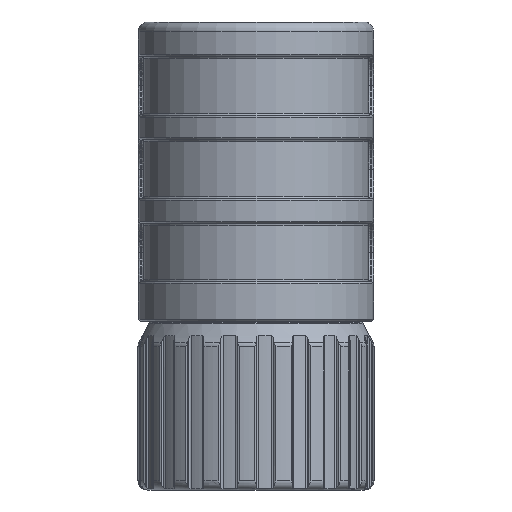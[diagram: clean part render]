
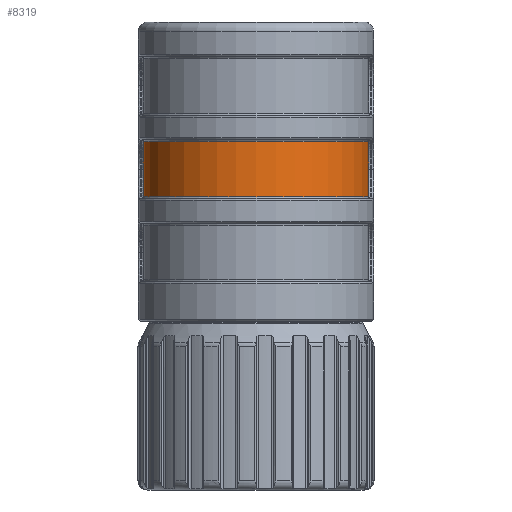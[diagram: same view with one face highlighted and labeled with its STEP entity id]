
A CAD part, front view. The second image highlights one B-rep face of the part: STEP entity #8319.
In plain terms, the highlighted cylindrical face has radius 12.42 mm (diameter 24.84 mm), a partial arc.
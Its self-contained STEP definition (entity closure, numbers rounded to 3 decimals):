
#246=CYLINDRICAL_SURFACE('',#28874,12.42);
#624=FACE_OUTER_BOUND('',#11578,.T.);
#2388=LINE('',#38762,#5362);
#2390=LINE('',#38772,#5364);
#5362=VECTOR('',#31330,1.);
#5364=VECTOR('',#31340,1.);
#8319=ADVANCED_FACE('F191',(#624),#246,.T.);
#11578=EDGE_LOOP('',(#13791,#13792,#13793,#13794));
#13791=ORIENTED_EDGE('',*,*,#24295,.F.);
#13792=ORIENTED_EDGE('',*,*,#24299,.F.);
#13793=ORIENTED_EDGE('',*,*,#24300,.F.);
#13794=ORIENTED_EDGE('',*,*,#24301,.F.);
#21509=VERTEX_POINT('',#38760);
#21511=VERTEX_POINT('',#38763);
#21514=VERTEX_POINT('',#38771);
#21515=VERTEX_POINT('',#38773);
#24295=EDGE_CURVE('E455',#21509,#21511,#2388,.T.);
#24299=EDGE_CURVE('E126',#21514,#21509,#28153,.T.);
#24300=EDGE_CURVE('E456',#21515,#21514,#2390,.T.);
#24301=EDGE_CURVE('E141',#21511,#21515,#28154,.T.);
#28153=CIRCLE('',#28872,12.42);
#28154=CIRCLE('',#28873,12.42);
#28872=AXIS2_PLACEMENT_3D('',#38770,#31338,#31339);
#28873=AXIS2_PLACEMENT_3D('',#38774,#31341,#31342);
#28874=AXIS2_PLACEMENT_3D('',#38775,#31343,#31344);
#31330=DIRECTION('',(0.,0.,1.));
#31338=DIRECTION('',(0.,0.,-1.));
#31339=DIRECTION('',(-1.,0.,0.));
#31340=DIRECTION('',(0.,0.,-1.));
#31341=DIRECTION('',(0.,0.,1.));
#31342=DIRECTION('',(0.,-1.,0.));
#31343=DIRECTION('',(0.,0.,-1.));
#31344=DIRECTION('',(-1.,0.,0.));
#38760=CARTESIAN_POINT('',(-12.42,-4.664,-6.264));
#38762=CARTESIAN_POINT('',(-12.42,-4.664,-3.24));
#38763=CARTESIAN_POINT('',(-12.42,-4.664,-0.216));
#38770=CARTESIAN_POINT('',(0.,-4.664,-6.264));
#38771=CARTESIAN_POINT('',(12.42,-4.664,-6.264));
#38772=CARTESIAN_POINT('',(12.42,-4.664,-3.24));
#38773=CARTESIAN_POINT('',(12.42,-4.664,-0.216));
#38774=CARTESIAN_POINT('',(0.,-4.664,-0.216));
#38775=CARTESIAN_POINT('',(0.,-4.664,0.));
